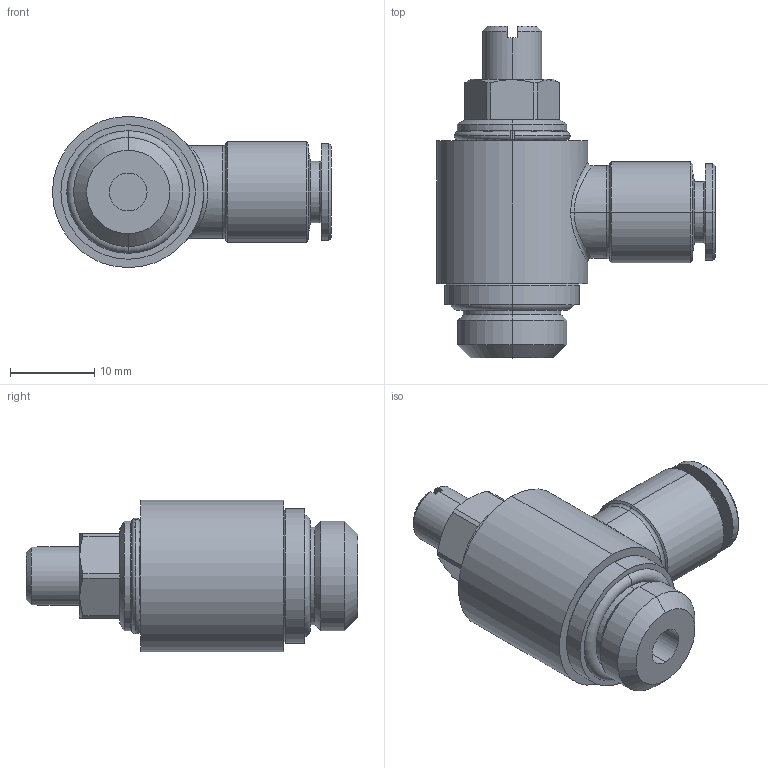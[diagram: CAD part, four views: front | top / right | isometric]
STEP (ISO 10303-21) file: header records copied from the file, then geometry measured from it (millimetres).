
FILE_DESCRIPTION (( 'STEP AP203' ), '1' );
FILE_NAME ('04080B32.STEP', '2010-04-28T13:25:18', ( '' ), ( 'sopra-pneumatic' ), 'SwSTEP 2.0', 'SolidWorks 2009', '' );
FILE_SCHEMA (( 'CONFIG_CONTROL_DESIGN' ));
Length unit declared in the file: millimetre
Products named in the file (1): 04080B32
Bounding box: 33.2 x 39.51 x 18 mm (x, y, z)
Volume: 7528.3 mm3; surface area: 3582.4 mm2
Topology: 2 solids, 2 shells, 97 faces, 206 edges, 124 vertices
Faces by surface type: cylinder 34, plane 31, cone 24, torus 6, bspline 2
Entity records: 3889 total; most frequent: CARTESIAN_POINT 1684, DIRECTION 484, ORIENTED_EDGE 412, EDGE_CURVE 206, AXIS2_PLACEMENT_3D 204, VERTEX_POINT 124, EDGE_LOOP 108, CIRCLE 108
